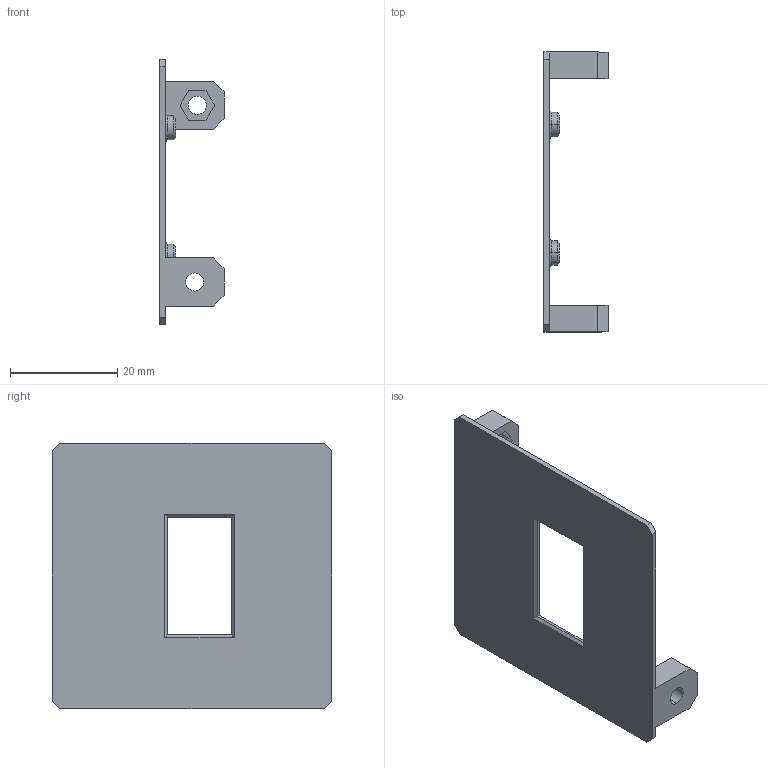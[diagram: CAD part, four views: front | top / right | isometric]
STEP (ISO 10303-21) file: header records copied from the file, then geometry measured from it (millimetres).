
FILE_DESCRIPTION (( 'STEP AP214' ), '1' );
FILE_NAME ('Box Lid.STEP', '2023-12-27T10:54:36', ( '' ), ( '' ), 'SwSTEP 2.0', 'SolidWorks 2022', '' );
FILE_SCHEMA (( 'AUTOMOTIVE_DESIGN' ));
Length unit declared in the file: millimetre
Products named in the file (1): Box Lid
Bounding box: 12 x 52.2 x 49.6 mm (x, y, z)
Volume: 3170.5 mm3; surface area: 5724.9 mm2
Topology: 1 solids, 1 shells, 88 faces, 208 edges, 132 vertices
Faces by surface type: plane 52, cylinder 20, cone 16
Entity records: 2554 total; most frequent: DIRECTION 442, CARTESIAN_POINT 429, ORIENTED_EDGE 416, EDGE_CURVE 208, LINE 152, VECTOR 152, AXIS2_PLACEMENT_3D 145, VERTEX_POINT 132
